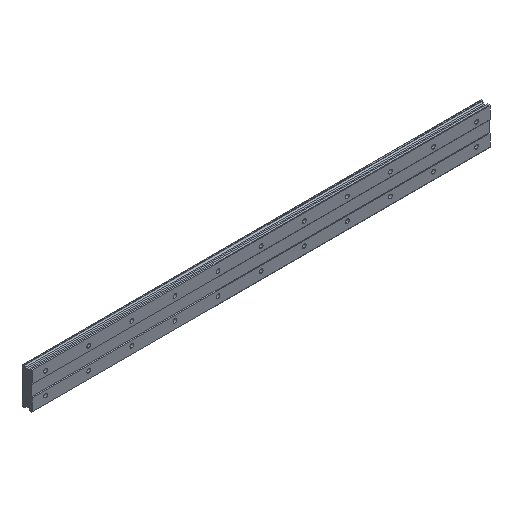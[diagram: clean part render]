
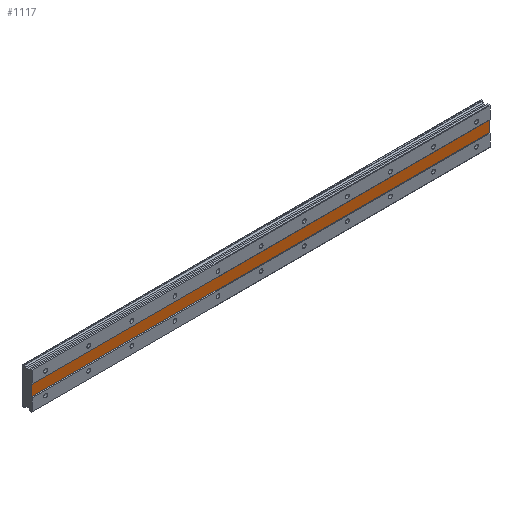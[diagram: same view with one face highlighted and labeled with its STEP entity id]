
A CAD part, isometric view. The second image highlights one B-rep face of the part: STEP entity #1117.
In plain terms, the highlighted planar face has unit normal (0, -1, 0).
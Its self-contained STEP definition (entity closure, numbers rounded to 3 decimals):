
#151 = CARTESIAN_POINT ( 'NONE',  ( -25., 1., 34.482 ) ) ;
#349 = AXIS2_PLACEMENT_3D ( 'NONE', #800, #3235, #2194 ) ;
#532 = ORIENTED_EDGE ( 'NONE', *, *, #3291, .T. ) ;
#561 = DIRECTION ( 'NONE',  ( 0., 0., -1. ) ) ;
#689 = ORIENTED_EDGE ( 'NONE', *, *, #2841, .F. ) ;
#778 = VERTEX_POINT ( 'NONE', #2733 ) ;
#800 = CARTESIAN_POINT ( 'NONE',  ( 825., 1., 10. ) ) ;
#1117 = ADVANCED_FACE ( 'NONE', ( #2580 ), #4242, .F. ) ;
#1281 = VECTOR ( 'NONE', #3208, 1000. ) ;
#1338 = CARTESIAN_POINT ( 'NONE',  ( 825., 1., 10. ) ) ;
#1751 = LINE ( 'NONE', #1338, #4472 ) ;
#1785 = DIRECTION ( 'NONE',  ( 0., 0., -1. ) ) ;
#1863 = ORIENTED_EDGE ( 'NONE', *, *, #1925, .F. ) ;
#1925 = EDGE_CURVE ( 'NONE', #3723, #778, #4185, .T. ) ;
#2194 = DIRECTION ( 'NONE',  ( 0., 0., 1. ) ) ;
#2238 = CARTESIAN_POINT ( 'NONE',  ( -25., 1., 10. ) ) ;
#2440 = DIRECTION ( 'NONE',  ( 1., 0., 0. ) ) ;
#2475 = VERTEX_POINT ( 'NONE', #2511 ) ;
#2495 = CARTESIAN_POINT ( 'NONE',  ( 825., 1., 10. ) ) ;
#2511 = CARTESIAN_POINT ( 'NONE',  ( -25., 1., -10. ) ) ;
#2580 = FACE_OUTER_BOUND ( 'NONE', #4206, .T. ) ;
#2619 = VERTEX_POINT ( 'NONE', #2238 ) ;
#2733 = CARTESIAN_POINT ( 'NONE',  ( 825., 1., -10. ) ) ;
#2838 = CARTESIAN_POINT ( 'NONE',  ( 825., 1., -10. ) ) ;
#2841 = EDGE_CURVE ( 'NONE', #2619, #3723, #1751, .T. ) ;
#3208 = DIRECTION ( 'NONE',  ( 1., 0., 0. ) ) ;
#3235 = DIRECTION ( 'NONE',  ( 0., 1., 0. ) ) ;
#3291 = EDGE_CURVE ( 'NONE', #2475, #778, #3485, .T. ) ;
#3328 = EDGE_CURVE ( 'NONE', #2619, #2475, #3663, .T. ) ;
#3485 = LINE ( 'NONE', #2838, #1281 ) ;
#3629 = ORIENTED_EDGE ( 'NONE', *, *, #3328, .T. ) ;
#3663 = LINE ( 'NONE', #151, #4330 ) ;
#3723 = VERTEX_POINT ( 'NONE', #2495 ) ;
#3752 = VECTOR ( 'NONE', #1785, 1000. ) ;
#4099 = CARTESIAN_POINT ( 'NONE',  ( 825., 1., 34.482 ) ) ;
#4185 = LINE ( 'NONE', #4099, #3752 ) ;
#4206 = EDGE_LOOP ( 'NONE', ( #532, #1863, #689, #3629 ) ) ;
#4242 = PLANE ( 'NONE',  #349 ) ;
#4330 = VECTOR ( 'NONE', #561, 1000. ) ;
#4472 = VECTOR ( 'NONE', #2440, 1000. ) ;
